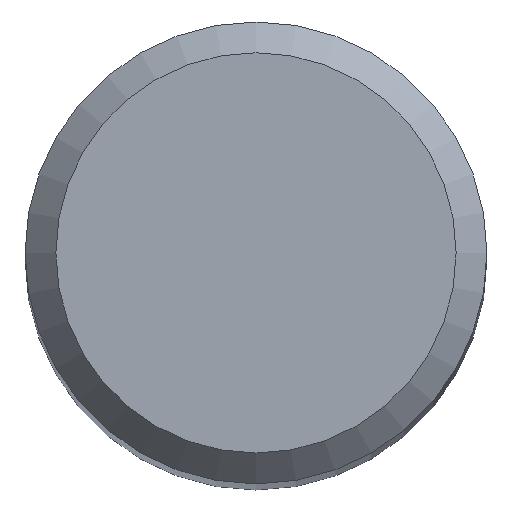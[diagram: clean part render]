
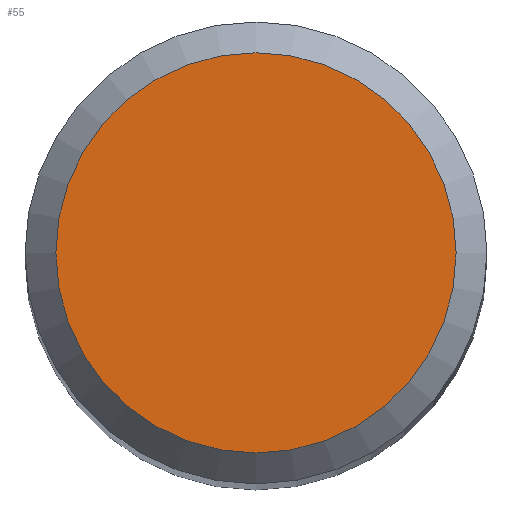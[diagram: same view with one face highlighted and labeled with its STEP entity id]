
A CAD part, top view. The second image highlights one B-rep face of the part: STEP entity #55.
In plain terms, the highlighted planar face has unit normal (0, 0, 1).
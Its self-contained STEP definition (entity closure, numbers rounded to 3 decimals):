
#47=PLANE('',#185);
#50=FACE_OUTER_BOUND('',#80,.T.);
#55=ADVANCED_FACE('',(#50),#47,.T.);
#80=EDGE_LOOP('',(#96));
#96=ORIENTED_EDGE('',*,*,#120,.T.);
#112=VERTEX_POINT('',#270);
#120=EDGE_CURVE('',#112,#112,#128,.T.);
#128=CIRCLE('',#184,2.6);
#184=AXIS2_PLACEMENT_3D('',#269,#213,#214);
#185=AXIS2_PLACEMENT_3D('',#271,#215,#216);
#213=DIRECTION('',(0.,0.,1.));
#214=DIRECTION('',(1.,0.,0.));
#215=DIRECTION('',(0.,0.,1.));
#216=DIRECTION('',(1.,0.,0.));
#269=CARTESIAN_POINT('',(0.,0.,0.));
#270=CARTESIAN_POINT('',(2.6,0.,0.));
#271=CARTESIAN_POINT('',(0.,0.,0.));
